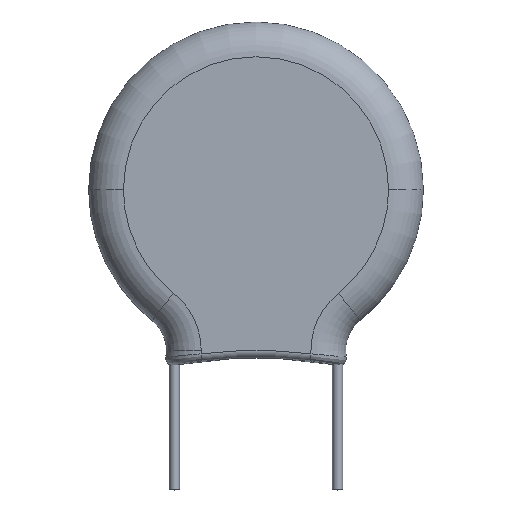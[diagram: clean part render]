
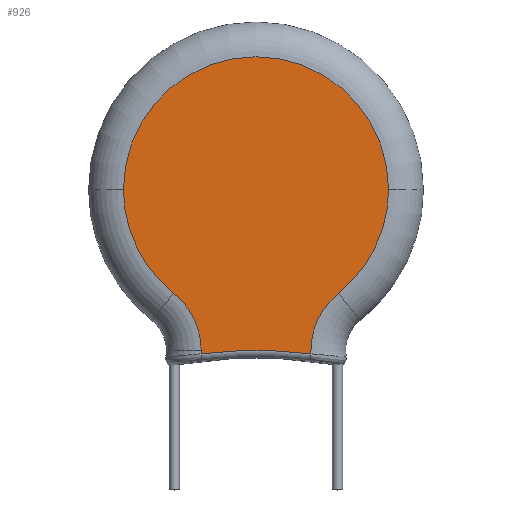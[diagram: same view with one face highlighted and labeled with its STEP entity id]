
A CAD part, top view. The second image highlights one B-rep face of the part: STEP entity #926.
In plain terms, the highlighted planar face has unit normal (0, 0, 1).
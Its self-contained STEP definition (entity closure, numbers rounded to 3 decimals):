
#112 = CARTESIAN_POINT ( 'NONE',  ( -6.5, 0., 1.375 ) ) ;
#307 = DIRECTION ( 'NONE',  ( 1., 0., 0. ) ) ;
#516 = VERTEX_POINT ( 'NONE', #2696 ) ;
#735 = EDGE_CURVE ( 'NONE', #10295, #516, #2049, .T. ) ;
#858 = CARTESIAN_POINT ( 'NONE',  ( 0., 0., 1.375 ) ) ;
#864 = EDGE_CURVE ( 'NONE', #10882, #9322, #6652, .T. ) ;
#875 = DIRECTION ( 'NONE',  ( 1., 0., 0. ) ) ;
#913 = PLANE ( 'NONE',  #10482 ) ;
#926 = ADVANCED_FACE ( 'NONE', ( #9415 ), #913, .T. ) ;
#1064 = DIRECTION ( 'NONE',  ( 0., 0., -1. ) ) ;
#1187 = AXIS2_PLACEMENT_3D ( 'NONE', #5588, #11479, #2925 ) ;
#1418 = EDGE_CURVE ( 'NONE', #5517, #4063, #6863, .T. ) ;
#1452 = AXIS2_PLACEMENT_3D ( 'NONE', #8208, #11207, #4441 ) ;
#1483 = DIRECTION ( 'NONE',  ( 1., 0., 0. ) ) ;
#1583 = ORIENTED_EDGE ( 'NONE', *, *, #735, .T. ) ;
#1922 = ORIENTED_EDGE ( 'NONE', *, *, #5346, .T. ) ;
#1943 = CARTESIAN_POINT ( 'NONE',  ( 0., -30.123, 1.375 ) ) ;
#1977 = DIRECTION ( 'NONE',  ( 0., 0., 1. ) ) ;
#2049 = CIRCLE ( 'NONE', #10674, 3.576 ) ;
#2177 = CARTESIAN_POINT ( 'NONE',  ( -6.262, -7.893, 1.375 ) ) ;
#2188 = EDGE_LOOP ( 'NONE', ( #1583, #10505, #10280, #10731, #10761, #7712, #1922 ) ) ;
#2210 = DIRECTION ( 'NONE',  ( 1., 0., 0. ) ) ;
#2696 = CARTESIAN_POINT ( 'NONE',  ( -2.686, -7.893, 1.375 ) ) ;
#2925 = DIRECTION ( 'NONE',  ( 1., 0., 0. ) ) ;
#3043 = AXIS2_PLACEMENT_3D ( 'NONE', #3356, #10980, #2210 ) ;
#3356 = CARTESIAN_POINT ( 'NONE',  ( 0., 0., 1.375 ) ) ;
#3440 = CIRCLE ( 'NONE', #3043, 6.5 ) ;
#3474 = AXIS2_PLACEMENT_3D ( 'NONE', #10100, #11254, #1483 ) ;
#3779 = CIRCLE ( 'NONE', #1187, 3.576 ) ;
#3781 = AXIS2_PLACEMENT_3D ( 'NONE', #6457, #6573, #875 ) ;
#3863 = AXIS2_PLACEMENT_3D ( 'NONE', #1943, #1064, #9753 ) ;
#4063 = VERTEX_POINT ( 'NONE', #112 ) ;
#4441 = DIRECTION ( 'NONE',  ( 1., 0., 0. ) ) ;
#4972 = CIRCLE ( 'NONE', #3781, 6.5 ) ;
#5346 = EDGE_CURVE ( 'NONE', #4063, #10295, #4972, .T. ) ;
#5517 = VERTEX_POINT ( 'NONE', #5999 ) ;
#5588 = CARTESIAN_POINT ( 'NONE',  ( -6.262, -7.893, 1.375 ) ) ;
#5999 = CARTESIAN_POINT ( 'NONE',  ( 6.5, 0., 1.375 ) ) ;
#6457 = CARTESIAN_POINT ( 'NONE',  ( 0., 0., 1.375 ) ) ;
#6573 = DIRECTION ( 'NONE',  ( 0., 0., 1. ) ) ;
#6652 = CIRCLE ( 'NONE', #3474, 3.576 ) ;
#6863 = CIRCLE ( 'NONE', #1452, 6.5 ) ;
#7007 = EDGE_CURVE ( 'NONE', #9322, #5517, #3440, .T. ) ;
#7212 = CARTESIAN_POINT ( 'NONE',  ( -2.691, -8.063, 1.375 ) ) ;
#7712 = ORIENTED_EDGE ( 'NONE', *, *, #1418, .T. ) ;
#7875 = EDGE_CURVE ( 'NONE', #10422, #10882, #11243, .T. ) ;
#8208 = CARTESIAN_POINT ( 'NONE',  ( 0., 0., 1.375 ) ) ;
#8778 = DIRECTION ( 'NONE',  ( 0., 0., -1. ) ) ;
#9322 = VERTEX_POINT ( 'NONE', #11871 ) ;
#9415 = FACE_OUTER_BOUND ( 'NONE', #2188, .T. ) ;
#9753 = DIRECTION ( 'NONE',  ( 1., 0., 0. ) ) ;
#9766 = CARTESIAN_POINT ( 'NONE',  ( -4.04, -5.092, 1.375 ) ) ;
#10100 = CARTESIAN_POINT ( 'NONE',  ( 6.262, -7.893, 1.375 ) ) ;
#10280 = ORIENTED_EDGE ( 'NONE', *, *, #7875, .T. ) ;
#10295 = VERTEX_POINT ( 'NONE', #9766 ) ;
#10422 = VERTEX_POINT ( 'NONE', #7212 ) ;
#10469 = DIRECTION ( 'NONE',  ( 1., 0., 0. ) ) ;
#10482 = AXIS2_PLACEMENT_3D ( 'NONE', #858, #1977, #10469 ) ;
#10505 = ORIENTED_EDGE ( 'NONE', *, *, #12098, .T. ) ;
#10674 = AXIS2_PLACEMENT_3D ( 'NONE', #2177, #8778, #307 ) ;
#10731 = ORIENTED_EDGE ( 'NONE', *, *, #864, .T. ) ;
#10761 = ORIENTED_EDGE ( 'NONE', *, *, #7007, .T. ) ;
#10882 = VERTEX_POINT ( 'NONE', #11435 ) ;
#10980 = DIRECTION ( 'NONE',  ( 0., 0., 1. ) ) ;
#11207 = DIRECTION ( 'NONE',  ( 0., 0., 1. ) ) ;
#11243 = CIRCLE ( 'NONE', #3863, 22.223 ) ;
#11254 = DIRECTION ( 'NONE',  ( 0., 0., -1. ) ) ;
#11435 = CARTESIAN_POINT ( 'NONE',  ( 2.691, -8.063, 1.375 ) ) ;
#11479 = DIRECTION ( 'NONE',  ( 0., 0., -1. ) ) ;
#11871 = CARTESIAN_POINT ( 'NONE',  ( 4.04, -5.092, 1.375 ) ) ;
#12098 = EDGE_CURVE ( 'NONE', #516, #10422, #3779, .T. ) ;
